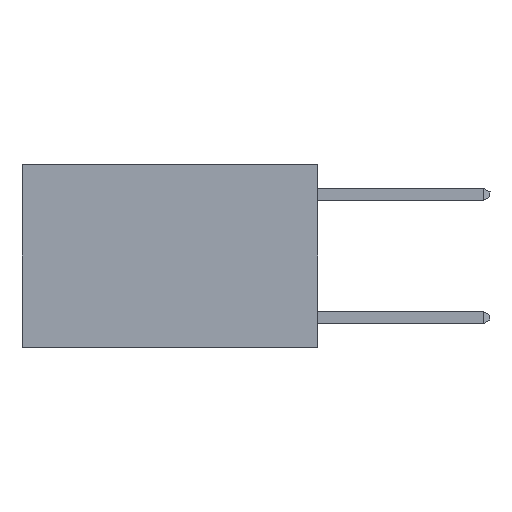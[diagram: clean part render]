
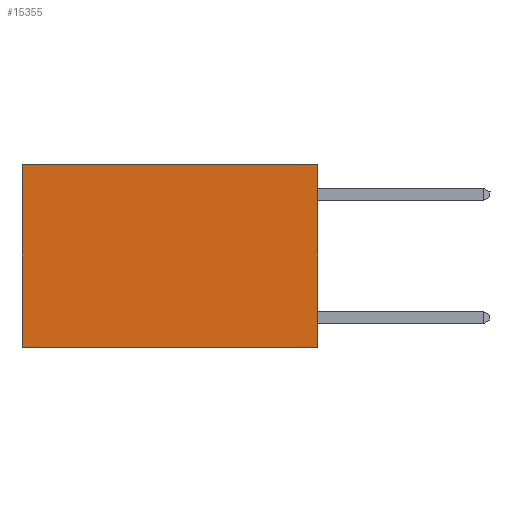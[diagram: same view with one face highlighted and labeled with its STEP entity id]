
A CAD part, left-side view. The second image highlights one B-rep face of the part: STEP entity #15355.
In plain terms, the highlighted planar face has unit normal (-1, 0, 0).
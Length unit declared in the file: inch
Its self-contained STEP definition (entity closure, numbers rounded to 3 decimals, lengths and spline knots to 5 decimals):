
#1096 = ORIENTED_EDGE ( 'NONE', *, *, #1291, .T. ) ;
#1211 = LINE ( 'NONE', #9294, #15886 ) ;
#1291 = EDGE_CURVE ( 'NONE', #9216, #5517, #14892, .T. ) ;
#3249 = DIRECTION ( 'NONE',  ( 0., 0., -1. ) ) ;
#3563 = VECTOR ( 'NONE', #12287, 39.37008 ) ;
#3627 = DIRECTION ( 'NONE',  ( 0., 0., -1. ) ) ;
#3737 = DIRECTION ( 'NONE',  ( 1., 0., 0. ) ) ;
#4454 = VERTEX_POINT ( 'NONE', #14469 ) ;
#5517 = VERTEX_POINT ( 'NONE', #17927 ) ;
#5719 = CARTESIAN_POINT ( 'NONE',  ( 0.2625, 0., 0. ) ) ;
#6552 = CARTESIAN_POINT ( 'NONE',  ( 0.2625, 0., 0. ) ) ;
#7484 = CARTESIAN_POINT ( 'NONE',  ( 0.2625, 0., 0. ) ) ;
#7861 = LINE ( 'NONE', #9240, #11206 ) ;
#8042 = VECTOR ( 'NONE', #3249, 39.37008 ) ;
#8820 = CARTESIAN_POINT ( 'NONE',  ( 0.2625, 0.6, -0.37 ) ) ;
#9216 = VERTEX_POINT ( 'NONE', #5719 ) ;
#9240 = CARTESIAN_POINT ( 'NONE',  ( 0.2625, 0., -0.37 ) ) ;
#9294 = CARTESIAN_POINT ( 'NONE',  ( 0.2625, 0.6, 0. ) ) ;
#9444 = EDGE_LOOP ( 'NONE', ( #13222, #12507, #16563, #1096 ) ) ;
#10650 = EDGE_CURVE ( 'NONE', #4454, #13807, #7861, .T. ) ;
#10885 = CARTESIAN_POINT ( 'NONE',  ( 0.2625, 0., 0. ) ) ;
#11206 = VECTOR ( 'NONE', #14956, 39.37008 ) ;
#11792 = EDGE_CURVE ( 'NONE', #9216, #4454, #15610, .T. ) ;
#12229 = PLANE ( 'NONE',  #12856 ) ;
#12287 = DIRECTION ( 'NONE',  ( 0., 1., 0. ) ) ;
#12507 = ORIENTED_EDGE ( 'NONE', *, *, #10650, .F. ) ;
#12856 = AXIS2_PLACEMENT_3D ( 'NONE', #6552, #3737, #13654 ) ;
#13222 = ORIENTED_EDGE ( 'NONE', *, *, #14581, .T. ) ;
#13654 = DIRECTION ( 'NONE',  ( 0., 0., -1. ) ) ;
#13807 = VERTEX_POINT ( 'NONE', #8820 ) ;
#14301 = FACE_OUTER_BOUND ( 'NONE', #9444, .T. ) ;
#14469 = CARTESIAN_POINT ( 'NONE',  ( 0.2625, 0., -0.37 ) ) ;
#14581 = EDGE_CURVE ( 'NONE', #5517, #13807, #1211, .T. ) ;
#14892 = LINE ( 'NONE', #10885, #3563 ) ;
#14956 = DIRECTION ( 'NONE',  ( 0., 1., 0. ) ) ;
#15355 = ADVANCED_FACE ( 'NONE', ( #14301 ), #12229, .F. ) ;
#15610 = LINE ( 'NONE', #7484, #8042 ) ;
#15886 = VECTOR ( 'NONE', #3627, 39.37008 ) ;
#16563 = ORIENTED_EDGE ( 'NONE', *, *, #11792, .F. ) ;
#17927 = CARTESIAN_POINT ( 'NONE',  ( 0.2625, 0.6, 0. ) ) ;
